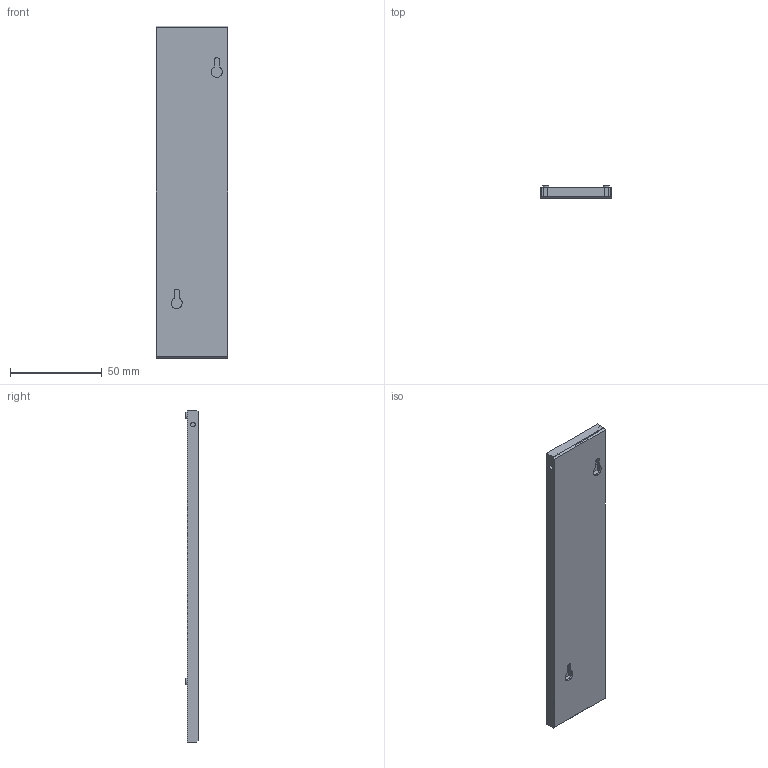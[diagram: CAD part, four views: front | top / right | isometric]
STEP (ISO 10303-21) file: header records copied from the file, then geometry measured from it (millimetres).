
FILE_DESCRIPTION(/* description */ (''),/* implementation_level */ '2;1');
FILE_NAME(/* name */ 'IRIS-ENC-01-BOT v1.step',/* time_stamp */ '2018-08-13T14:35:59-05:00',/* author */ ('bbgrandy'),/* organization */ (''),/* preprocessor_version */ 'ST-DEVELOPER v17',/* originating_system */ 'Autodesk Translation Framework v7.1.0.215',/* authorisation */ '');
FILE_SCHEMA (('AUTOMOTIVE_DESIGN { 1 0 10303 214 3 1 1 }'));
Length unit declared in the file: millimetre
Products named in the file (1): IRIS-ENC-01-BOT
Bounding box: 39 x 7 x 181 mm (x, y, z)
Volume: 10057.9 mm3; surface area: 20110.3 mm2
Topology: 1 solids, 1 shells, 147 faces, 380 edges, 245 vertices
Faces by surface type: plane 124, cylinder 23
Full cylindrical faces by diameter (mm): 2.5 x5, 3.5 x4, 4 x2
Entity records: 4470 total; most frequent: CARTESIAN_POINT 773, ORIENTED_EDGE 760, DIRECTION 739, EDGE_CURVE 380, LINE 317, VECTOR 317, VERTEX_POINT 245, AXIS2_PLACEMENT_3D 211
